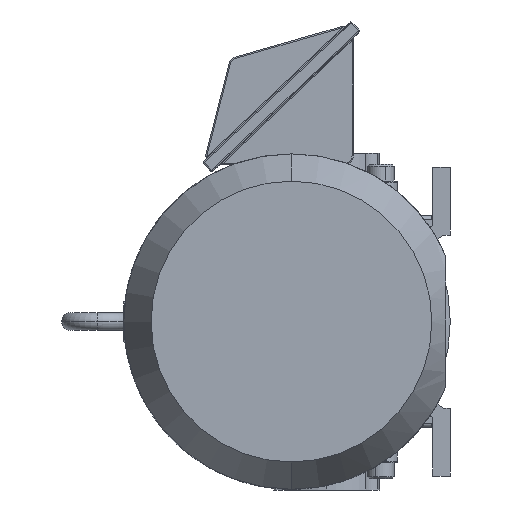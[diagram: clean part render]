
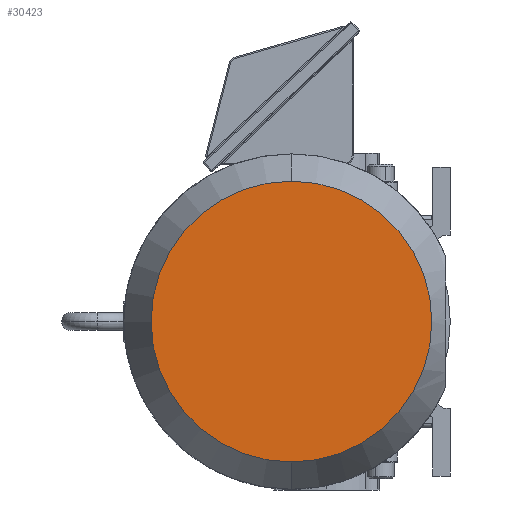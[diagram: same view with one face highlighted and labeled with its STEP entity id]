
A CAD part, left-side view. The second image highlights one B-rep face of the part: STEP entity #30423.
In plain terms, the highlighted planar face has unit normal (-1, 0, 0).
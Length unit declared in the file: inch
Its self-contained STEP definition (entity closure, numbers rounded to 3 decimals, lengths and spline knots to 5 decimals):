
#3665 = VERTEX_POINT ( 'NONE', #157318 ) ;
#28334 = DIRECTION ( 'NONE',  ( 0., 0., -1. ) ) ;
#30423 = ADVANCED_FACE ( 'Defeatured_0_1870', ( #67574 ), #118147, .T. ) ;
#31452 = EDGE_CURVE ( 'Defeatured_0_1925+Defeatured_0_1870+Defeatured_0_1870+Defeatured_0_1870', #3665, #109296, #134092, .T. ) ;
#33399 = DIRECTION ( 'NONE',  ( 0., 0., 1. ) ) ;
#33599 = DIRECTION ( 'NONE',  ( 0., 0., -1. ) ) ;
#35003 = DIRECTION ( 'NONE',  ( -1., 0., 0. ) ) ;
#44528 = CARTESIAN_POINT ( 'NONE',  ( -21.065, 0., 3.97683 ) ) ;
#57249 = AXIS2_PLACEMENT_3D ( 'NONE', #131254, #118771, #28334 ) ;
#67574 = FACE_OUTER_BOUND ( 'NONE', #137623, .T. ) ;
#83752 = ORIENTED_EDGE ( 'NONE', *, *, #100978, .F. ) ;
#85608 = CARTESIAN_POINT ( 'NONE',  ( -21.065, 3.97683, 0. ) ) ;
#86252 = AXIS2_PLACEMENT_3D ( 'NONE', #122374, #96685, #33599 ) ;
#88915 = ORIENTED_EDGE ( 'NONE', *, *, #31452, .F. ) ;
#96685 = DIRECTION ( 'NONE',  ( 1., 0., 0. ) ) ;
#100978 = EDGE_CURVE ( 'Defeatured_0_1925+Defeatured_0_1870+Defeatured_0_1870+Defeatured_0_1870', #109296, #3665, #157951, .T. ) ;
#109296 = VERTEX_POINT ( 'NONE', #44528 ) ;
#118147 = PLANE ( 'NONE',  #133617 ) ;
#118771 = DIRECTION ( 'NONE',  ( 1., 0., 0. ) ) ;
#122374 = CARTESIAN_POINT ( 'NONE',  ( -21.065, 0., 0. ) ) ;
#131254 = CARTESIAN_POINT ( 'NONE',  ( -21.065, 0., 0. ) ) ;
#133617 = AXIS2_PLACEMENT_3D ( 'NONE', #85608, #35003, #33399 ) ;
#134092 = CIRCLE ( 'NONE', #57249, 3.97683 ) ;
#137623 = EDGE_LOOP ( 'NONE', ( #88915, #83752 ) ) ;
#157318 = CARTESIAN_POINT ( 'NONE',  ( -21.065, 0., -3.97683 ) ) ;
#157951 = CIRCLE ( 'NONE', #86252, 3.97683 ) ;
